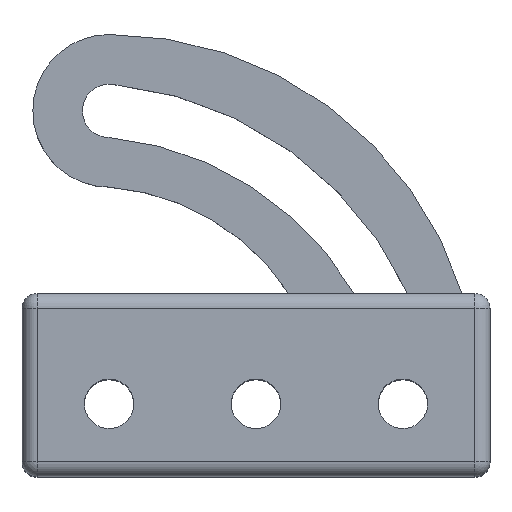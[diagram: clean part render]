
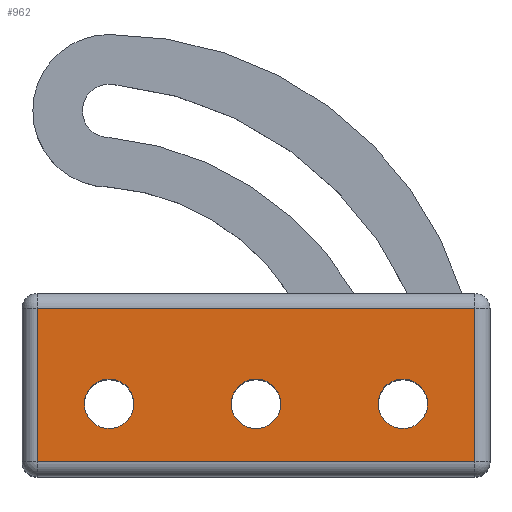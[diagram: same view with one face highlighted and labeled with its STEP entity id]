
A CAD part, top view. The second image highlights one B-rep face of the part: STEP entity #962.
In plain terms, the highlighted planar face has unit normal (0, 0, 1).
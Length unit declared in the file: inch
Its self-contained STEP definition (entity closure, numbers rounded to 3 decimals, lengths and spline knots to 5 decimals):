
#17=FACE_BOUND('',#309,.T.);
#18=FACE_BOUND('',#310,.T.);
#19=FACE_BOUND('',#311,.T.);
#34=PLANE('',#1062);
#60=LINE('',#1503,#134);
#62=LINE('',#1520,#136);
#66=LINE('',#1526,#140);
#68=LINE('',#1529,#142);
#134=VECTOR('',#1190,0.3937);
#136=VECTOR('',#1210,0.3937);
#140=VECTOR('',#1218,0.3937);
#142=VECTOR('',#1222,0.3937);
#252=FACE_OUTER_BOUND('',#308,.T.);
#308=EDGE_LOOP('',(#745,#746,#747,#748));
#309=EDGE_LOOP('',(#749));
#310=EDGE_LOOP('',(#750));
#311=EDGE_LOOP('',(#751));
#378=CIRCLE('',#1063,0.065);
#379=CIRCLE('',#1064,0.065);
#380=CIRCLE('',#1065,0.065);
#428=VERTEX_POINT('',#1482);
#435=VERTEX_POINT('',#1498);
#438=VERTEX_POINT('',#1508);
#439=VERTEX_POINT('',#1512);
#461=VERTEX_POINT('',#1586);
#462=VERTEX_POINT('',#1588);
#463=VERTEX_POINT('',#1590);
#529=EDGE_CURVE('',#428,#435,#60,.T.);
#537=EDGE_CURVE('',#439,#438,#62,.T.);
#541=EDGE_CURVE('',#435,#439,#66,.T.);
#543=EDGE_CURVE('',#438,#428,#68,.T.);
#572=EDGE_CURVE('',#461,#461,#378,.T.);
#573=EDGE_CURVE('',#462,#462,#379,.T.);
#574=EDGE_CURVE('',#463,#463,#380,.T.);
#745=ORIENTED_EDGE('',*,*,#537,.F.);
#746=ORIENTED_EDGE('',*,*,#541,.F.);
#747=ORIENTED_EDGE('',*,*,#529,.F.);
#748=ORIENTED_EDGE('',*,*,#543,.F.);
#749=ORIENTED_EDGE('',*,*,#572,.T.);
#750=ORIENTED_EDGE('',*,*,#573,.T.);
#751=ORIENTED_EDGE('',*,*,#574,.T.);
#962=ADVANCED_FACE('',(#252,#17,#18,#19),#34,.T.);
#1062=AXIS2_PLACEMENT_3D('',#1585,#1272,#1273);
#1063=AXIS2_PLACEMENT_3D('',#1587,#1274,#1275);
#1064=AXIS2_PLACEMENT_3D('',#1589,#1276,#1277);
#1065=AXIS2_PLACEMENT_3D('',#1591,#1278,#1279);
#1190=DIRECTION('',(-1.,0.,0.));
#1210=DIRECTION('',(1.,0.,0.));
#1218=DIRECTION('',(0.,1.,0.));
#1222=DIRECTION('',(0.,-1.,0.));
#1272=DIRECTION('center_axis',(0.,0.,1.));
#1273=DIRECTION('ref_axis',(1.,0.,0.));
#1274=DIRECTION('center_axis',(0.,0.,-1.));
#1275=DIRECTION('ref_axis',(-1.,0.,0.));
#1276=DIRECTION('center_axis',(0.,0.,-1.));
#1277=DIRECTION('ref_axis',(-1.,0.,0.));
#1278=DIRECTION('center_axis',(0.,0.,-1.));
#1279=DIRECTION('ref_axis',(-1.,0.,0.));
#1482=CARTESIAN_POINT('',(0.57402,-0.24409,0.62008));
#1498=CARTESIAN_POINT('',(-0.57402,-0.24409,0.62008));
#1503=CARTESIAN_POINT('',(-0.20669,-0.24409,0.62008));
#1508=CARTESIAN_POINT('',(0.57402,0.15748,0.62008));
#1512=CARTESIAN_POINT('',(-0.57402,0.15748,0.62008));
#1520=CARTESIAN_POINT('',(0.,0.15748,0.62008));
#1526=CARTESIAN_POINT('',(-0.57402,0.00288,0.62008));
#1529=CARTESIAN_POINT('',(0.57402,0.00288,0.62008));
#1585=CARTESIAN_POINT('Origin',(0.,0.00591,
0.62008));
#1586=CARTESIAN_POINT('',(0.065,-0.09252,0.62008));
#1587=CARTESIAN_POINT('Origin',(0.,-0.09252,
0.62008));
#1588=CARTESIAN_POINT('',(-0.32,-0.09252,0.62008));
#1589=CARTESIAN_POINT('Origin',(-0.385,-0.09252,0.62008));
#1590=CARTESIAN_POINT('',(0.45,-0.09252,0.62008));
#1591=CARTESIAN_POINT('Origin',(0.385,-0.09252,0.62008));
